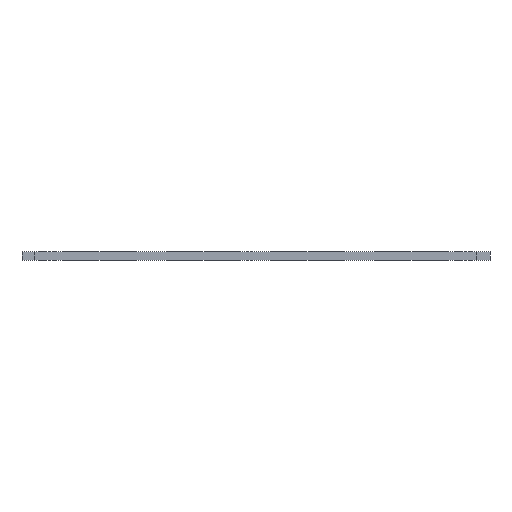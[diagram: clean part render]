
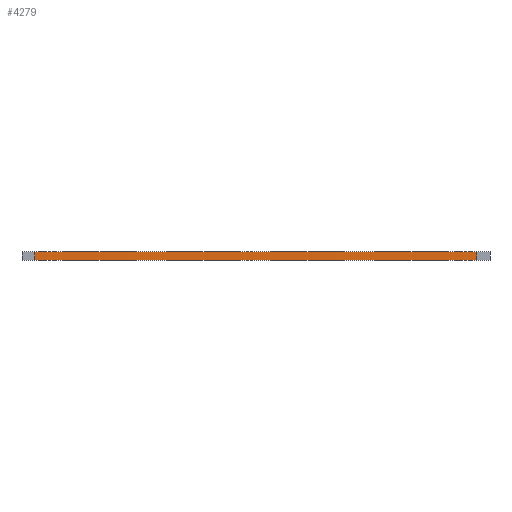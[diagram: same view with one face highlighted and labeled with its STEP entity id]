
A CAD part, front view. The second image highlights one B-rep face of the part: STEP entity #4279.
In plain terms, the highlighted planar face has unit normal (0, -1, 0).
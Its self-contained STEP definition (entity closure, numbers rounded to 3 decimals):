
#90 = PLANE('',#91);
#91 = AXIS2_PLACEMENT_3D('',#92,#93,#94);
#92 = CARTESIAN_POINT('',(0.,0.,1.6));
#93 = DIRECTION('',(0.,0.,1.));
#94 = DIRECTION('',(1.,0.,-0.));
#144 = PLANE('',#145);
#145 = AXIS2_PLACEMENT_3D('',#146,#147,#148);
#146 = CARTESIAN_POINT('',(0.,0.,0.));
#147 = DIRECTION('',(0.,0.,1.));
#148 = DIRECTION('',(1.,0.,-0.));
#561 = VERTEX_POINT('',#562);
#562 = CARTESIAN_POINT('',(17.5,-82.5,0.));
#576 = PLANE('',#577);
#577 = AXIS2_PLACEMENT_3D('',#578,#579,#580);
#578 = CARTESIAN_POINT('',(17.5,-82.5,0.));
#579 = DIRECTION('',(-1.,0.,0.));
#580 = DIRECTION('',(0.,1.,0.));
#588 = EDGE_CURVE('',#589,#561,#591,.T.);
#589 = VERTEX_POINT('',#590);
#590 = CARTESIAN_POINT('',(102.5,-82.5,0.));
#591 = SURFACE_CURVE('',#592,(#596,#603),.PCURVE_S1.);
#592 = LINE('',#593,#594);
#593 = CARTESIAN_POINT('',(102.5,-82.5,0.));
#594 = VECTOR('',#595,1.);
#595 = DIRECTION('',(-1.,0.,0.));
#596 = PCURVE('',#144,#597);
#597 = DEFINITIONAL_REPRESENTATION('',(#598),#602);
#598 = LINE('',#599,#600);
#599 = CARTESIAN_POINT('',(102.5,-82.5));
#600 = VECTOR('',#601,1.);
#601 = DIRECTION('',(-1.,0.));
#602 = ( GEOMETRIC_REPRESENTATION_CONTEXT(2) 
PARAMETRIC_REPRESENTATION_CONTEXT() REPRESENTATION_CONTEXT('2D SPACE',''
  ) );
#603 = PCURVE('',#604,#609);
#604 = PLANE('',#605);
#605 = AXIS2_PLACEMENT_3D('',#606,#607,#608);
#606 = CARTESIAN_POINT('',(102.5,-82.5,0.));
#607 = DIRECTION('',(0.,-1.,0.));
#608 = DIRECTION('',(-1.,0.,0.));
#609 = DEFINITIONAL_REPRESENTATION('',(#610),#614);
#610 = LINE('',#611,#612);
#611 = CARTESIAN_POINT('',(0.,-0.));
#612 = VECTOR('',#613,1.);
#613 = DIRECTION('',(1.,0.));
#614 = ( GEOMETRIC_REPRESENTATION_CONTEXT(2) 
PARAMETRIC_REPRESENTATION_CONTEXT() REPRESENTATION_CONTEXT('2D SPACE',''
  ) );
#632 = PLANE('',#633);
#633 = AXIS2_PLACEMENT_3D('',#634,#635,#636);
#634 = CARTESIAN_POINT('',(102.5,-65.,0.));
#635 = DIRECTION('',(1.,0.,-0.));
#636 = DIRECTION('',(0.,-1.,0.));
#2499 = VERTEX_POINT('',#2500);
#2500 = CARTESIAN_POINT('',(17.5,-82.5,1.6));
#2521 = EDGE_CURVE('',#2522,#2499,#2524,.T.);
#2522 = VERTEX_POINT('',#2523);
#2523 = CARTESIAN_POINT('',(102.5,-82.5,1.6));
#2524 = SURFACE_CURVE('',#2525,(#2529,#2536),.PCURVE_S1.);
#2525 = LINE('',#2526,#2527);
#2526 = CARTESIAN_POINT('',(102.5,-82.5,1.6));
#2527 = VECTOR('',#2528,1.);
#2528 = DIRECTION('',(-1.,0.,0.));
#2529 = PCURVE('',#90,#2530);
#2530 = DEFINITIONAL_REPRESENTATION('',(#2531),#2535);
#2531 = LINE('',#2532,#2533);
#2532 = CARTESIAN_POINT('',(102.5,-82.5));
#2533 = VECTOR('',#2534,1.);
#2534 = DIRECTION('',(-1.,0.));
#2535 = ( GEOMETRIC_REPRESENTATION_CONTEXT(2) 
PARAMETRIC_REPRESENTATION_CONTEXT() REPRESENTATION_CONTEXT('2D SPACE',''
  ) );
#2536 = PCURVE('',#604,#2537);
#2537 = DEFINITIONAL_REPRESENTATION('',(#2538),#2542);
#2538 = LINE('',#2539,#2540);
#2539 = CARTESIAN_POINT('',(0.,-1.6));
#2540 = VECTOR('',#2541,1.);
#2541 = DIRECTION('',(1.,0.));
#2542 = ( GEOMETRIC_REPRESENTATION_CONTEXT(2) 
PARAMETRIC_REPRESENTATION_CONTEXT() REPRESENTATION_CONTEXT('2D SPACE',''
  ) );
#4231 = EDGE_CURVE('',#589,#2522,#4232,.T.);
#4232 = SURFACE_CURVE('',#4233,(#4237,#4244),.PCURVE_S1.);
#4233 = LINE('',#4234,#4235);
#4234 = CARTESIAN_POINT('',(102.5,-82.5,0.));
#4235 = VECTOR('',#4236,1.);
#4236 = DIRECTION('',(0.,0.,1.));
#4237 = PCURVE('',#632,#4238);
#4238 = DEFINITIONAL_REPRESENTATION('',(#4239),#4243);
#4239 = LINE('',#4240,#4241);
#4240 = CARTESIAN_POINT('',(17.5,0.));
#4241 = VECTOR('',#4242,1.);
#4242 = DIRECTION('',(0.,-1.));
#4243 = ( GEOMETRIC_REPRESENTATION_CONTEXT(2) 
PARAMETRIC_REPRESENTATION_CONTEXT() REPRESENTATION_CONTEXT('2D SPACE',''
  ) );
#4244 = PCURVE('',#604,#4245);
#4245 = DEFINITIONAL_REPRESENTATION('',(#4246),#4250);
#4246 = LINE('',#4247,#4248);
#4247 = CARTESIAN_POINT('',(0.,-0.));
#4248 = VECTOR('',#4249,1.);
#4249 = DIRECTION('',(0.,-1.));
#4250 = ( GEOMETRIC_REPRESENTATION_CONTEXT(2) 
PARAMETRIC_REPRESENTATION_CONTEXT() REPRESENTATION_CONTEXT('2D SPACE',''
  ) );
#4279 = ADVANCED_FACE('',(#4280),#604,.T.);
#4280 = FACE_BOUND('',#4281,.T.);
#4281 = EDGE_LOOP('',(#4282,#4283,#4284,#4305));
#4282 = ORIENTED_EDGE('',*,*,#4231,.T.);
#4283 = ORIENTED_EDGE('',*,*,#2521,.T.);
#4284 = ORIENTED_EDGE('',*,*,#4285,.F.);
#4285 = EDGE_CURVE('',#561,#2499,#4286,.T.);
#4286 = SURFACE_CURVE('',#4287,(#4291,#4298),.PCURVE_S1.);
#4287 = LINE('',#4288,#4289);
#4288 = CARTESIAN_POINT('',(17.5,-82.5,0.));
#4289 = VECTOR('',#4290,1.);
#4290 = DIRECTION('',(0.,0.,1.));
#4291 = PCURVE('',#604,#4292);
#4292 = DEFINITIONAL_REPRESENTATION('',(#4293),#4297);
#4293 = LINE('',#4294,#4295);
#4294 = CARTESIAN_POINT('',(85.,0.));
#4295 = VECTOR('',#4296,1.);
#4296 = DIRECTION('',(0.,-1.));
#4297 = ( GEOMETRIC_REPRESENTATION_CONTEXT(2) 
PARAMETRIC_REPRESENTATION_CONTEXT() REPRESENTATION_CONTEXT('2D SPACE',''
  ) );
#4298 = PCURVE('',#576,#4299);
#4299 = DEFINITIONAL_REPRESENTATION('',(#4300),#4304);
#4300 = LINE('',#4301,#4302);
#4301 = CARTESIAN_POINT('',(0.,0.));
#4302 = VECTOR('',#4303,1.);
#4303 = DIRECTION('',(0.,-1.));
#4304 = ( GEOMETRIC_REPRESENTATION_CONTEXT(2) 
PARAMETRIC_REPRESENTATION_CONTEXT() REPRESENTATION_CONTEXT('2D SPACE',''
  ) );
#4305 = ORIENTED_EDGE('',*,*,#588,.F.);
